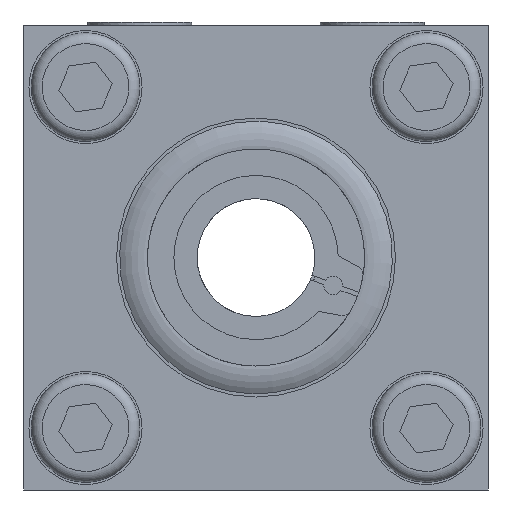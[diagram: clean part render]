
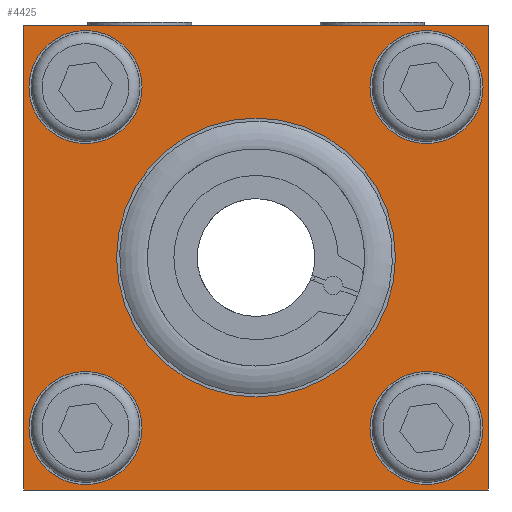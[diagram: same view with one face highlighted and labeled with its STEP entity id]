
A CAD part, front view. The second image highlights one B-rep face of the part: STEP entity #4425.
In plain terms, the highlighted planar face has unit normal (0, -1, 0).
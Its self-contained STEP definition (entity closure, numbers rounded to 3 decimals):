
#129=LINE('',#5937,#393);
#133=LINE('',#5946,#397);
#136=LINE('',#5960,#400);
#137=LINE('',#5962,#401);
#393=VECTOR('',#4999,1000.);
#397=VECTOR('',#5005,1000.);
#400=VECTOR('',#5018,1000.);
#401=VECTOR('',#5019,1000.);
#688=ORIENTED_EDGE('',*,*,#1509,.T.);
#689=ORIENTED_EDGE('',*,*,#1510,.T.);
#690=ORIENTED_EDGE('',*,*,#1511,.T.);
#691=ORIENTED_EDGE('',*,*,#1512,.T.);
#692=ORIENTED_EDGE('',*,*,#1513,.F.);
#693=ORIENTED_EDGE('',*,*,#1502,.F.);
#694=ORIENTED_EDGE('',*,*,#1506,.F.);
#695=ORIENTED_EDGE('',*,*,#1514,.F.);
#696=ORIENTED_EDGE('',*,*,#1515,.T.);
#1502=EDGE_CURVE('',#1917,#1918,#129,.T.);
#1506=EDGE_CURVE('',#1921,#1917,#133,.T.);
#1509=EDGE_CURVE('',#1923,#1923,#2204,.T.);
#1510=EDGE_CURVE('',#1924,#1924,#2205,.T.);
#1511=EDGE_CURVE('',#1925,#1925,#2206,.T.);
#1512=EDGE_CURVE('',#1926,#1926,#2207,.T.);
#1513=EDGE_CURVE('',#1918,#1927,#136,.T.);
#1514=EDGE_CURVE('',#1927,#1921,#137,.T.);
#1515=EDGE_CURVE('',#1928,#1928,#2208,.T.);
#1917=VERTEX_POINT('',#5938);
#1918=VERTEX_POINT('',#5939);
#1921=VERTEX_POINT('',#5947);
#1923=VERTEX_POINT('',#5953);
#1924=VERTEX_POINT('',#5955);
#1925=VERTEX_POINT('',#5957);
#1926=VERTEX_POINT('',#5959);
#1927=VERTEX_POINT('',#5961);
#1928=VERTEX_POINT('',#5964);
#2204=CIRCLE('',#4631,3.65);
#2205=CIRCLE('',#4632,3.65);
#2206=CIRCLE('',#4633,3.65);
#2207=CIRCLE('',#4634,3.65);
#2208=CIRCLE('',#4635,9.);
#2355=EDGE_LOOP('',(#688));
#2356=EDGE_LOOP('',(#689));
#2357=EDGE_LOOP('',(#690));
#2358=EDGE_LOOP('',(#691));
#2359=EDGE_LOOP('',(#692,#693,#694,#695));
#2360=EDGE_LOOP('',(#696));
#2639=FACE_BOUND('',#2355,.T.);
#2640=FACE_BOUND('',#2356,.T.);
#2641=FACE_BOUND('',#2357,.T.);
#2642=FACE_BOUND('',#2358,.T.);
#2643=FACE_BOUND('',#2359,.T.);
#2644=FACE_BOUND('',#2360,.T.);
#2918=PLANE('',#4630);
#4425=ADVANCED_FACE('',(#2639,#2640,#2641,#2642,#2643,#2644),#2918,.F.);
#4630=AXIS2_PLACEMENT_3D('',#5951,#5008,#5009);
#4631=AXIS2_PLACEMENT_3D('',#5952,#5010,#5011);
#4632=AXIS2_PLACEMENT_3D('',#5954,#5012,#5013);
#4633=AXIS2_PLACEMENT_3D('',#5956,#5014,#5015);
#4634=AXIS2_PLACEMENT_3D('',#5958,#5016,#5017);
#4635=AXIS2_PLACEMENT_3D('',#5963,#5020,#5021);
#4999=DIRECTION('',(-1.,0.,0.));
#5005=DIRECTION('',(0.,0.,-1.));
#5008=DIRECTION('',(0.,1.,0.));
#5009=DIRECTION('',(0.,0.,1.));
#5010=DIRECTION('',(0.,1.,0.));
#5011=DIRECTION('',(0.,0.,-1.));
#5012=DIRECTION('',(0.,1.,0.));
#5013=DIRECTION('',(0.,0.,-1.));
#5014=DIRECTION('',(0.,1.,0.));
#5015=DIRECTION('',(0.,0.,-1.));
#5016=DIRECTION('',(0.,1.,0.));
#5017=DIRECTION('',(0.,0.,-1.));
#5018=DIRECTION('',(0.,0.,1.));
#5019=DIRECTION('',(1.,0.,0.));
#5020=DIRECTION('',(0.,1.,0.));
#5021=DIRECTION('',(0.,0.,1.));
#5937=CARTESIAN_POINT('',(15.,-12.,-15.));
#5938=CARTESIAN_POINT('',(15.,-12.,-15.));
#5939=CARTESIAN_POINT('',(-15.,-12.,-15.));
#5946=CARTESIAN_POINT('',(15.,-12.,15.));
#5947=CARTESIAN_POINT('',(15.,-12.,15.));
#5951=CARTESIAN_POINT('',(0.,-12.,0.));
#5952=CARTESIAN_POINT('',(-11.,-12.,-11.));
#5953=CARTESIAN_POINT('',(-11.,-12.,-14.65));
#5954=CARTESIAN_POINT('',(11.,-12.,-11.));
#5955=CARTESIAN_POINT('',(11.,-12.,-14.65));
#5956=CARTESIAN_POINT('',(11.,-12.,11.));
#5957=CARTESIAN_POINT('',(11.,-12.,7.35));
#5958=CARTESIAN_POINT('',(-11.,-12.,11.));
#5959=CARTESIAN_POINT('',(-11.,-12.,7.35));
#5960=CARTESIAN_POINT('',(-15.,-12.,-15.));
#5961=CARTESIAN_POINT('',(-15.,-12.,15.));
#5962=CARTESIAN_POINT('',(-15.,-12.,15.));
#5963=CARTESIAN_POINT('',(0.,-12.,0.));
#5964=CARTESIAN_POINT('',(0.,-12.,9.));
